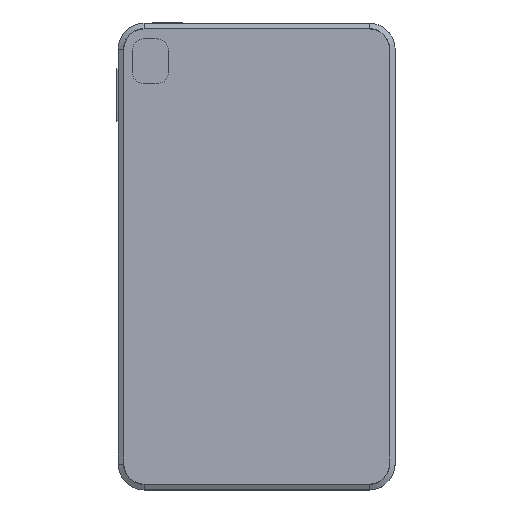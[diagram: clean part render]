
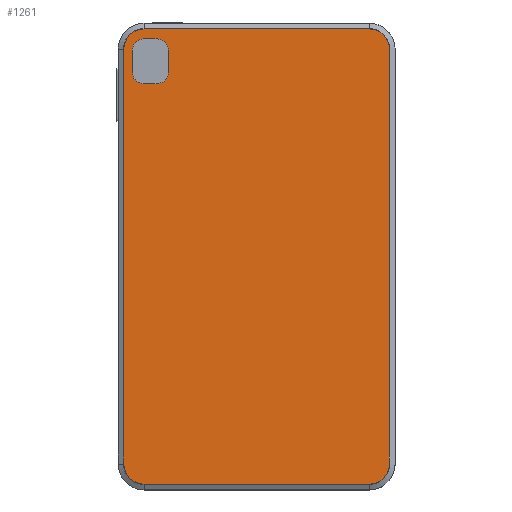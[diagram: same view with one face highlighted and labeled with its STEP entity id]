
A CAD part, top view. The second image highlights one B-rep face of the part: STEP entity #1261.
In plain terms, the highlighted face is planar.
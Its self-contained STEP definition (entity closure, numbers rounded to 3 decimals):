
#22=FACE_BOUND('',#315,.T.);
#47=CIRCLE('',#1292,5.);
#49=CIRCLE('',#1296,5.);
#51=CIRCLE('',#1300,5.);
#53=CIRCLE('',#1304,5.);
#107=CIRCLE('',#1408,9.02);
#111=CIRCLE('',#1414,9.02);
#115=CIRCLE('',#1420,9.02);
#118=CIRCLE('',#1425,9.02);
#229=FACE_OUTER_BOUND('',#314,.T.);
#314=EDGE_LOOP('',(#1097,#1098,#1099,#1100,#1101,#1102,#1103,#1104));
#315=EDGE_LOOP('',(#1105,#1106,#1107,#1108,#1109,#1110,#1111,#1112));
#329=LINE('',#1896,#425);
#334=LINE('',#1910,#430);
#338=LINE('',#1922,#434);
#342=LINE('',#1934,#438);
#404=LINE('',#2165,#500);
#407=LINE('',#2180,#503);
#409=LINE('',#2192,#505);
#411=LINE('',#2204,#507);
#425=VECTOR('',#1463,10.);
#430=VECTOR('',#1476,10.);
#434=VECTOR('',#1488,10.);
#438=VECTOR('',#1500,10.);
#500=VECTOR('',#1764,10.);
#503=VECTOR('',#1781,10.);
#505=VECTOR('',#1795,10.);
#507=VECTOR('',#1809,10.);
#521=VERTEX_POINT('',#1894);
#522=VERTEX_POINT('',#1895);
#525=VERTEX_POINT('',#1903);
#527=VERTEX_POINT('',#1909);
#529=VERTEX_POINT('',#1915);
#531=VERTEX_POINT('',#1921);
#533=VERTEX_POINT('',#1927);
#535=VERTEX_POINT('',#1933);
#602=VERTEX_POINT('',#2162);
#603=VERTEX_POINT('',#2164);
#605=VERTEX_POINT('',#2170);
#607=VERTEX_POINT('',#2176);
#609=VERTEX_POINT('',#2182);
#611=VERTEX_POINT('',#2188);
#613=VERTEX_POINT('',#2194);
#615=VERTEX_POINT('',#2200);
#625=EDGE_CURVE('',#521,#522,#329,.T.);
#629=EDGE_CURVE('',#522,#525,#47,.T.);
#632=EDGE_CURVE('',#525,#527,#334,.T.);
#635=EDGE_CURVE('',#527,#529,#49,.T.);
#638=EDGE_CURVE('',#529,#531,#338,.T.);
#641=EDGE_CURVE('',#531,#533,#51,.T.);
#644=EDGE_CURVE('',#533,#535,#342,.T.);
#647=EDGE_CURVE('',#535,#521,#53,.T.);
#757=EDGE_CURVE('',#602,#603,#404,.T.);
#762=EDGE_CURVE('',#603,#605,#107,.T.);
#765=EDGE_CURVE('',#605,#607,#407,.T.);
#768=EDGE_CURVE('',#607,#609,#111,.T.);
#771=EDGE_CURVE('',#609,#611,#409,.T.);
#774=EDGE_CURVE('',#611,#613,#115,.T.);
#777=EDGE_CURVE('',#613,#615,#411,.T.);
#779=EDGE_CURVE('',#615,#602,#118,.T.);
#1097=ORIENTED_EDGE('',*,*,#757,.F.);
#1098=ORIENTED_EDGE('',*,*,#779,.F.);
#1099=ORIENTED_EDGE('',*,*,#777,.F.);
#1100=ORIENTED_EDGE('',*,*,#774,.F.);
#1101=ORIENTED_EDGE('',*,*,#771,.F.);
#1102=ORIENTED_EDGE('',*,*,#768,.F.);
#1103=ORIENTED_EDGE('',*,*,#765,.F.);
#1104=ORIENTED_EDGE('',*,*,#762,.F.);
#1105=ORIENTED_EDGE('',*,*,#625,.T.);
#1106=ORIENTED_EDGE('',*,*,#629,.T.);
#1107=ORIENTED_EDGE('',*,*,#632,.T.);
#1108=ORIENTED_EDGE('',*,*,#635,.T.);
#1109=ORIENTED_EDGE('',*,*,#638,.T.);
#1110=ORIENTED_EDGE('',*,*,#641,.T.);
#1111=ORIENTED_EDGE('',*,*,#644,.T.);
#1112=ORIENTED_EDGE('',*,*,#647,.T.);
#1189=PLANE('',#1432);
#1261=ADVANCED_FACE('',(#229,#22),#1189,.F.);
#1292=AXIS2_PLACEMENT_3D('',#1904,#1469,#1470);
#1296=AXIS2_PLACEMENT_3D('',#1916,#1481,#1482);
#1300=AXIS2_PLACEMENT_3D('',#1928,#1493,#1494);
#1304=AXIS2_PLACEMENT_3D('',#1939,#1505,#1506);
#1408=AXIS2_PLACEMENT_3D('',#2174,#1774,#1775);
#1414=AXIS2_PLACEMENT_3D('',#2186,#1788,#1789);
#1420=AXIS2_PLACEMENT_3D('',#2198,#1802,#1803);
#1425=AXIS2_PLACEMENT_3D('',#2207,#1814,#1815);
#1432=AXIS2_PLACEMENT_3D('',#2226,#1835,#1836);
#1463=DIRECTION('',(-1.,0.,0.));
#1469=DIRECTION('center_axis',(0.,0.,1.));
#1470=DIRECTION('ref_axis',(-1.,0.,0.));
#1476=DIRECTION('',(0.,-1.,0.));
#1481=DIRECTION('center_axis',(0.,0.,1.));
#1482=DIRECTION('ref_axis',(0.,-1.,0.));
#1488=DIRECTION('',(1.,0.,0.));
#1493=DIRECTION('center_axis',(0.,0.,1.));
#1494=DIRECTION('ref_axis',(1.,0.,0.));
#1500=DIRECTION('',(0.,1.,0.));
#1505=DIRECTION('center_axis',(0.,0.,1.));
#1506=DIRECTION('ref_axis',(0.,1.,0.));
#1764=DIRECTION('',(0.,1.,0.));
#1774=DIRECTION('center_axis',(0.,0.,1.));
#1775=DIRECTION('ref_axis',(0.707,0.707,0.));
#1781=DIRECTION('',(-1.,0.,0.));
#1788=DIRECTION('center_axis',(0.,0.,1.));
#1789=DIRECTION('ref_axis',(-0.707,0.707,0.));
#1795=DIRECTION('',(0.,-1.,0.));
#1802=DIRECTION('center_axis',(0.,0.,1.));
#1803=DIRECTION('ref_axis',(-0.707,-0.707,0.));
#1809=DIRECTION('',(1.,0.,0.));
#1814=DIRECTION('center_axis',(0.,0.,1.));
#1815=DIRECTION('ref_axis',(0.707,-0.707,0.));
#1835=DIRECTION('center_axis',(0.,0.,1.));
#1836=DIRECTION('ref_axis',(1.,0.,0.));
#1894=CARTESIAN_POINT('',(38.788,94.286,0.));
#1895=CARTESIAN_POINT('',(32.788,94.286,0.));
#1896=CARTESIAN_POINT('',(10.538,94.286,0.));
#1903=CARTESIAN_POINT('',(27.788,89.286,0.));
#1904=CARTESIAN_POINT('Origin',(32.788,89.286,0.));
#1909=CARTESIAN_POINT('',(27.788,79.286,0.));
#1910=CARTESIAN_POINT('',(27.788,38.136,0.));
#1915=CARTESIAN_POINT('',(32.788,74.286,0.));
#1916=CARTESIAN_POINT('Origin',(32.788,79.286,0.));
#1921=CARTESIAN_POINT('',(38.788,74.286,0.));
#1922=CARTESIAN_POINT('',(13.538,74.286,0.));
#1927=CARTESIAN_POINT('',(43.788,79.286,0.));
#1928=CARTESIAN_POINT('Origin',(38.788,79.286,0.));
#1933=CARTESIAN_POINT('',(43.788,89.286,0.));
#1934=CARTESIAN_POINT('',(43.788,43.136,0.));
#1939=CARTESIAN_POINT('Origin',(38.788,89.286,0.));
#2162=CARTESIAN_POINT('',(47.608,-95.714,0.));
#2164=CARTESIAN_POINT('',(47.608,89.686,0.));
#2165=CARTESIAN_POINT('',(47.608,-26.189,0.));
#2170=CARTESIAN_POINT('',(38.588,98.706,0.));
#2174=CARTESIAN_POINT('Origin',(38.588,89.686,0.));
#2176=CARTESIAN_POINT('',(-62.012,98.706,0.));
#2180=CARTESIAN_POINT('',(0.863,98.706,0.));
#2182=CARTESIAN_POINT('',(-71.032,89.686,0.));
#2186=CARTESIAN_POINT('Origin',(-62.012,89.686,0.));
#2188=CARTESIAN_POINT('',(-71.032,-95.714,0.));
#2192=CARTESIAN_POINT('',(-71.032,20.161,0.));
#2194=CARTESIAN_POINT('',(-62.012,-104.733,0.));
#2198=CARTESIAN_POINT('Origin',(-62.012,-95.714,0.));
#2200=CARTESIAN_POINT('',(38.588,-104.733,0.));
#2204=CARTESIAN_POINT('',(-24.287,-104.733,0.));
#2207=CARTESIAN_POINT('Origin',(38.588,-95.714,0.));
#2226=CARTESIAN_POINT('Origin',(-11.712,-3.014,0.));
